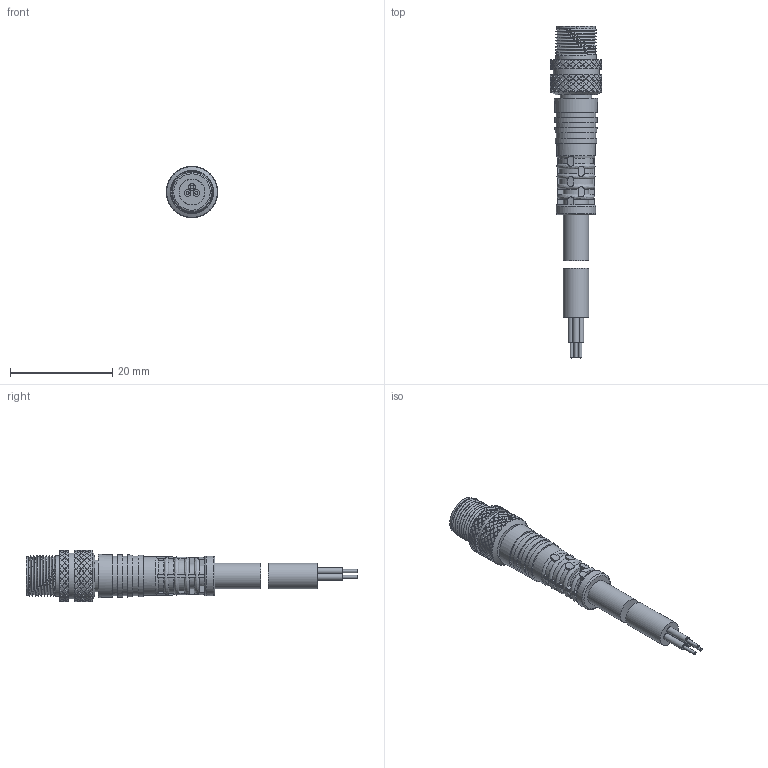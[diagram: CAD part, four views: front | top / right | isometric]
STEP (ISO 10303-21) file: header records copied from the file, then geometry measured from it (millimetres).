
FILE_DESCRIPTION( ('This file contains a STEP AP42 implementation' ,'as created by ZW3D STEP Interface translator.') ,'2;1' );
FILE_NAME( '3-C-MS3TZ-X07X.stp' ,'2011 6.163138', (''), ('ZWCAD Software Co.'), 'Version 1.0', 'ZW3D to STEP translator', '' );
FILE_SCHEMA(('AUTOMOTIVE_DESIGN'));
Length unit declared in the file: millimetre
Products named in the file (2): 0; 3-C-MS3TZ-X07X
Bounding box: 10 x 64.9 x 10 mm (x, y, z)
Volume: 2043.2 mm3; surface area: 1977.7 mm2
Topology: 2 solids, 2 shells, 1579 faces, 3488 edges, 1929 vertices
Faces by surface type: bspline 1579
Entity records: 53386 total; most frequent: CARTESIAN_POINT 32919, ORIENTED_EDGE 6970, EDGE_CURVE 3485, VERTEX_POINT 1929, EDGE_LOOP 1602, FACE_OUTER_BOUND 1579, ADVANCED_FACE 1579, OVER_RIDING_STYLED_ITEM 1579
